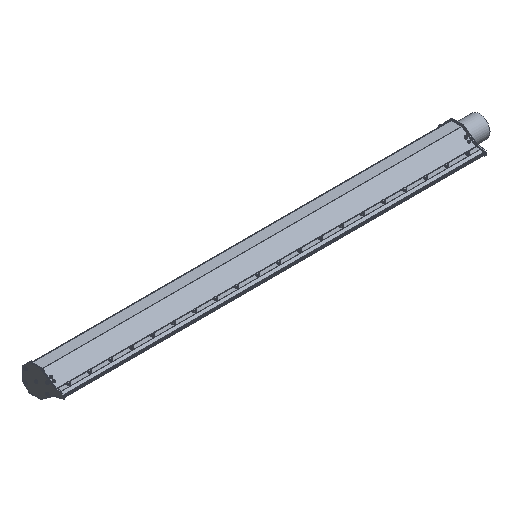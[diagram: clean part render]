
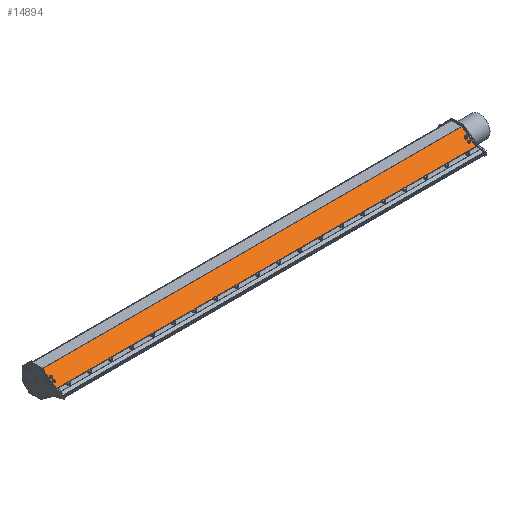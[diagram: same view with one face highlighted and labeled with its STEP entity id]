
A CAD part, isometric view. The second image highlights one B-rep face of the part: STEP entity #14894.
In plain terms, the highlighted planar face has unit normal (0, -0.574, 0.819).
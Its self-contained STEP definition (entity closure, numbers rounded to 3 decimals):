
#1232=LINE('',#83800,#1666);
#1253=LINE('',#83850,#1687);
#1254=LINE('',#83852,#1688);
#1255=LINE('',#83853,#1689);
#1666=VECTOR('',#20327,0.394);
#1687=VECTOR('',#20360,0.394);
#1688=VECTOR('',#20361,0.394);
#1689=VECTOR('',#20362,0.394);
#2196=PLANE('',#16664);
#3276=FACE_BOUND('',#5709,.T.);
#3277=FACE_BOUND('',#5710,.T.);
#3278=FACE_BOUND('',#5711,.T.);
#3279=FACE_BOUND('',#5712,.T.);
#4236=FACE_OUTER_BOUND('',#5708,.T.);
#5708=EDGE_LOOP('',(#13221,#13222,#13223,#13224));
#5709=EDGE_LOOP('',(#13225));
#5710=EDGE_LOOP('',(#13226));
#5711=EDGE_LOOP('',(#13227));
#5712=EDGE_LOOP('',(#13228));
#6718=CIRCLE('',#16665,0.177);
#6719=CIRCLE('',#16666,0.177);
#6720=CIRCLE('',#16667,0.177);
#6721=CIRCLE('',#16668,0.177);
#7954=VERTEX_POINT('',#83797);
#7955=VERTEX_POINT('',#83799);
#7978=VERTEX_POINT('',#83849);
#7979=VERTEX_POINT('',#83851);
#7980=VERTEX_POINT('',#83854);
#7981=VERTEX_POINT('',#83856);
#7982=VERTEX_POINT('',#83858);
#7983=VERTEX_POINT('',#83860);
#9778=EDGE_CURVE('',#7955,#7954,#1232,.T.);
#9803=EDGE_CURVE('',#7955,#7978,#1253,.T.);
#9804=EDGE_CURVE('',#7979,#7954,#1254,.T.);
#9805=EDGE_CURVE('',#7978,#7979,#1255,.T.);
#9806=EDGE_CURVE('',#7980,#7980,#6718,.T.);
#9807=EDGE_CURVE('',#7981,#7981,#6719,.T.);
#9808=EDGE_CURVE('',#7982,#7982,#6720,.T.);
#9809=EDGE_CURVE('',#7983,#7983,#6721,.T.);
#13221=ORIENTED_EDGE('',*,*,#9803,.F.);
#13222=ORIENTED_EDGE('',*,*,#9778,.T.);
#13223=ORIENTED_EDGE('',*,*,#9804,.F.);
#13224=ORIENTED_EDGE('',*,*,#9805,.F.);
#13225=ORIENTED_EDGE('',*,*,#9806,.F.);
#13226=ORIENTED_EDGE('',*,*,#9807,.F.);
#13227=ORIENTED_EDGE('',*,*,#9808,.F.);
#13228=ORIENTED_EDGE('',*,*,#9809,.F.);
#14894=ADVANCED_FACE('',(#4236,#3276,#3277,#3278,#3279),#2196,.T.);
#16664=AXIS2_PLACEMENT_3D('',#83848,#20358,#20359);
#16665=AXIS2_PLACEMENT_3D('',#83855,#20363,#20364);
#16666=AXIS2_PLACEMENT_3D('',#83857,#20365,#20366);
#16667=AXIS2_PLACEMENT_3D('',#83859,#20367,#20368);
#16668=AXIS2_PLACEMENT_3D('',#83861,#20369,#20370);
#20327=DIRECTION('',(0.,0.819,0.574));
#20358=DIRECTION('center_axis',(0.,-0.574,
0.819));
#20359=DIRECTION('ref_axis',(0.,0.819,0.574));
#20360=DIRECTION('',(-1.,0.,0.));
#20361=DIRECTION('',(1.,0.,0.));
#20362=DIRECTION('',(0.,0.819,0.574));
#20363=DIRECTION('center_axis',(0.,-0.574,
0.819));
#20364=DIRECTION('ref_axis',(-0.952,-0.251,-0.176));
#20365=DIRECTION('center_axis',(0.,-0.574,
0.819));
#20366=DIRECTION('ref_axis',(0.781,-0.512,-0.359));
#20367=DIRECTION('center_axis',(0.,-0.574,
0.819));
#20368=DIRECTION('ref_axis',(-0.976,-0.177,-0.124));
#20369=DIRECTION('center_axis',(0.,-0.574,
0.819));
#20370=DIRECTION('ref_axis',(0.97,-0.199,-0.139));
#83797=CARTESIAN_POINT('',(92.719,-0.542,1.717));
#83799=CARTESIAN_POINT('',(92.719,-2.59,0.283));
#83800=CARTESIAN_POINT('',(92.719,-2.598,0.278));
#83848=CARTESIAN_POINT('Origin',(92.719,-2.598,0.278));
#83849=CARTESIAN_POINT('',(32.719,-2.59,0.283));
#83850=CARTESIAN_POINT('',(92.719,-2.59,0.283));
#83851=CARTESIAN_POINT('',(32.719,-0.542,1.717));
#83852=CARTESIAN_POINT('',(92.719,-0.542,1.717));
#83853=CARTESIAN_POINT('',(32.719,-2.598,0.278));
#83854=CARTESIAN_POINT('',(92.513,-1.46,1.074));
#83855=CARTESIAN_POINT('Origin',(92.344,-1.504,1.043));
#83856=CARTESIAN_POINT('',(32.956,-1.414,1.107));
#83857=CARTESIAN_POINT('Origin',(33.094,-1.504,1.043));
#83858=CARTESIAN_POINT('',(33.267,-1.909,0.76));
#83859=CARTESIAN_POINT('Origin',(33.094,-1.94,0.738));
#83860=CARTESIAN_POINT('',(92.172,-1.905,0.763));
#83861=CARTESIAN_POINT('Origin',(92.344,-1.94,0.738));
